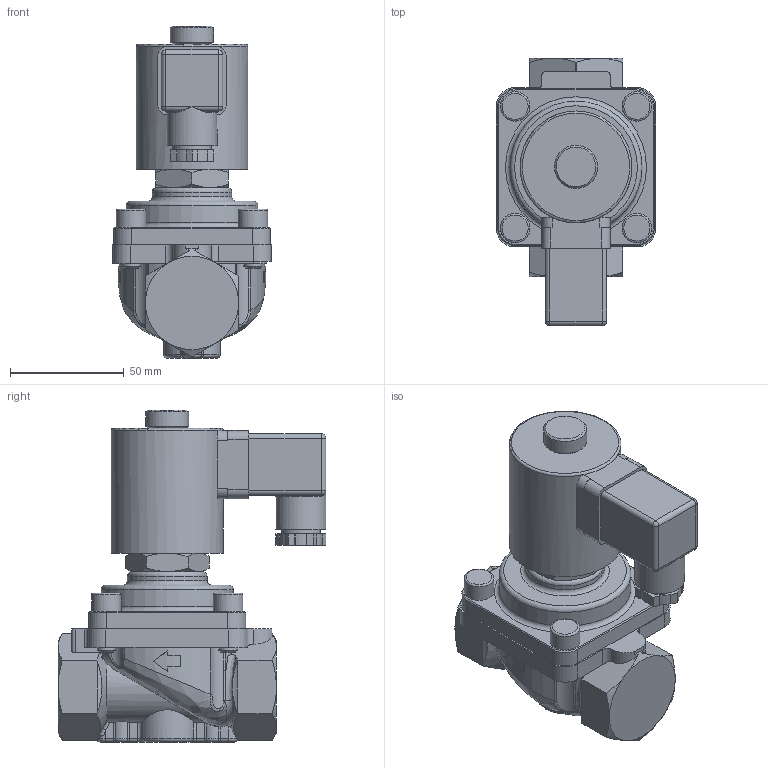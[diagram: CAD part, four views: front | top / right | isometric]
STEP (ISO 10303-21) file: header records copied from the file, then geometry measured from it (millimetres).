
FILE_DESCRIPTION(/* description */ ('2/2 zwangsgest. Kolben-Magnetventil'),/* implementation_level */ '2;1');
FILE_NAME(/* name */ '035.000184_A3525-1004-.802.stp',/* time_stamp */ '2018-04-16T07:38:44+02:00',/* author */ ('EFast'),/* organization */ (''),/* preprocessor_version */ 'ST-DEVELOPER v16.1',/* originating_system */ 'Autodesk Inventor 2016',/* authorisation */ '');
FILE_SCHEMA (('AUTOMOTIVE_DESIGN { 1 0 10303 214 3 1 1 }'));
Length unit declared in the file: millimetre
Products named in the file (1): 87-015027
Bounding box: 70 x 117.8 x 146 mm (x, y, z)
Volume: 420708.1 mm3; surface area: 49347.3 mm2
Topology: 1 solids, 1 shells, 351 faces, 896 edges, 560 vertices
Faces by surface type: plane 128, cylinder 123, cone 42, torus 30, bspline 24, sphere 4
Full cylindrical faces by diameter (mm): 8 x4, 13 x4, 17 x1, 19 x1, 22 x1, 35 x1, 49.2 x1, 58 x1
Entity records: 11736 total; most frequent: CARTESIAN_POINT 3685, ORIENTED_EDGE 1710, DIRECTION 1634, EDGE_CURVE 855, AXIS2_PLACEMENT_3D 643, VERTEX_POINT 554, EDGE_LOOP 399, FACE_OUTER_BOUND 351
